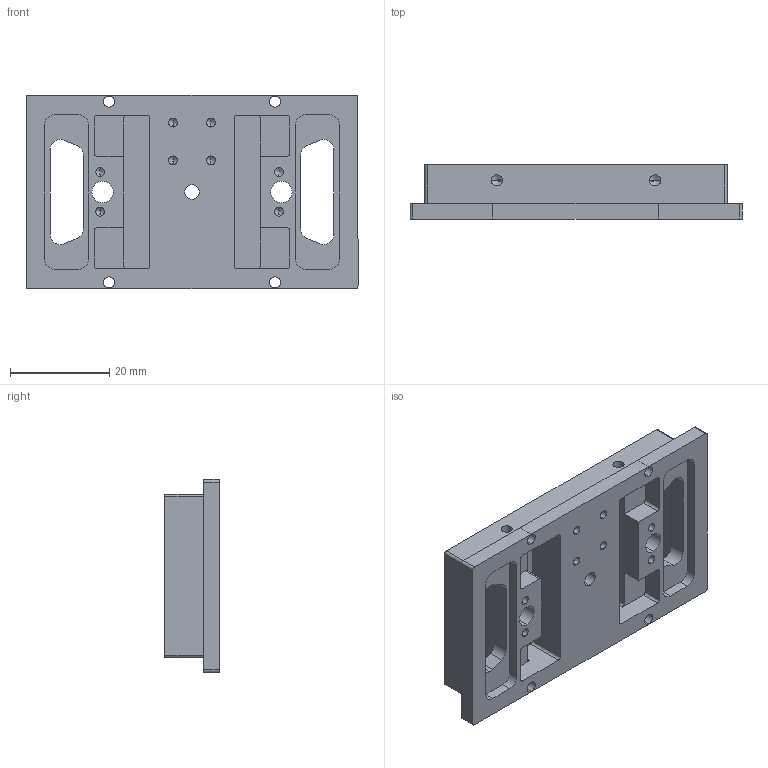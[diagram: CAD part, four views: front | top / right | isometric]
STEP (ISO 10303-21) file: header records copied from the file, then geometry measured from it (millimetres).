
FILE_DESCRIPTION (( 'STEP AP214' ), '1' );
FILE_NAME ('device-mount.STEP', '2025-06-19T00:14:05', ( '' ), ( '' ), 'SwSTEP 2.0', 'SolidWorks 2024', '' );
FILE_SCHEMA (( 'AUTOMOTIVE_DESIGN' ));
Length unit declared in the file: millimetre
Products named in the file (1): device-mount
Bounding box: 67 x 11 x 39 mm (x, y, z)
Volume: 14231.2 mm3; surface area: 11055.8 mm2
Topology: 1 solids, 1 shells, 224 faces, 599 edges, 366 vertices
Faces by surface type: cylinder 113, plane 71, cone 40
Entity records: 6788 total; most frequent: DIRECTION 1235, CARTESIAN_POINT 1150, ORIENTED_EDGE 1118, EDGE_CURVE 559, AXIS2_PLACEMENT_3D 451, VERTEX_POINT 366, VECTOR 333, LINE 333
